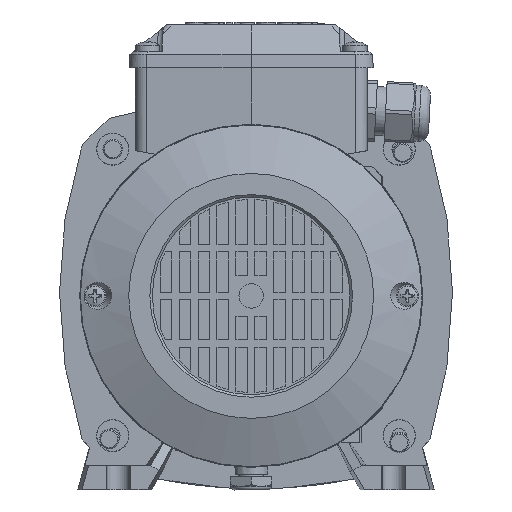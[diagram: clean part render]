
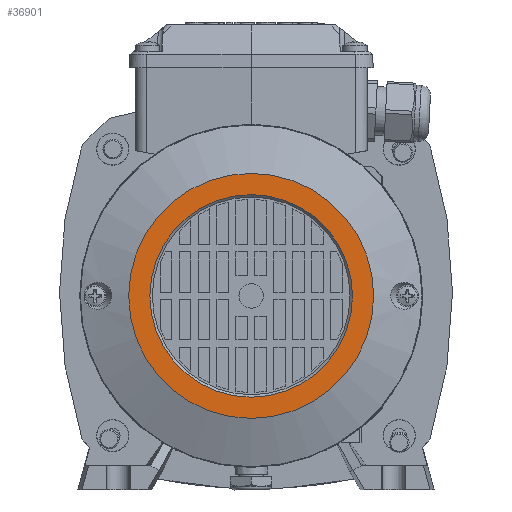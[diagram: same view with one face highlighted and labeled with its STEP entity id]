
A CAD part, left-side view. The second image highlights one B-rep face of the part: STEP entity #36901.
In plain terms, the highlighted face is planar.
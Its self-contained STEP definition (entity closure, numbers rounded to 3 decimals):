
#36726=CARTESIAN_POINT('',(50.178,0.,192.));
#36727=VERTEX_POINT('',#36726);
#36764=CARTESIAN_POINT('',(-50.178,0.,192.));
#36765=VERTEX_POINT('',#36764);
#36766=CARTESIAN_POINT('',(0.,0.,192.));
#36767=DIRECTION('',(0.0,0.0,-1.0));
#36768=DIRECTION('',(1.,0.,0.0));
#36769=AXIS2_PLACEMENT_3D('',#36766,#36767,#36768);
#36770=CIRCLE('',#36769,50.178);
#36771=EDGE_CURVE('',#36727,#36765,#36770,.T.);
#36773=CARTESIAN_POINT('',(0.,0.,192.));
#36774=DIRECTION('',(0.0,0.0,-1.0));
#36775=DIRECTION('',(1.,0.,0.0));
#36776=AXIS2_PLACEMENT_3D('',#36773,#36774,#36775);
#36777=CIRCLE('',#36776,50.178);
#36778=EDGE_CURVE('',#36765,#36727,#36777,.T.);
#36872=CARTESIAN_POINT('',(100.357,-100.357,192.));
#36873=DIRECTION('',(0.0,0.0,1.0));
#36874=DIRECTION('',(0.,1.,0.0));
#36875=AXIS2_PLACEMENT_3D('',#36872,#36873,#36874);
#36876=PLANE('',#36875);
#36877=ORIENTED_EDGE('',*,*,#36778,.F.);
#36878=ORIENTED_EDGE('',*,*,#36771,.F.);
#36879=EDGE_LOOP('',(#36877,#36878));
#36880=FACE_OUTER_BOUND('',#36879,.T.);
#36881=CARTESIAN_POINT('',(41.5,0.,192.));
#36882=VERTEX_POINT('',#36881);
#36883=CARTESIAN_POINT('',(-41.5,0.,192.));
#36884=VERTEX_POINT('',#36883);
#36885=CARTESIAN_POINT('',(0.,0.,192.));
#36886=DIRECTION('',(0.0,0.0,-1.0));
#36887=DIRECTION('',(1.,0.,0.0));
#36888=AXIS2_PLACEMENT_3D('',#36885,#36886,#36887);
#36889=CIRCLE('',#36888,41.5);
#36890=EDGE_CURVE('',#36882,#36884,#36889,.T.);
#36891=ORIENTED_EDGE('',*,*,#36890,.T.);
#36892=CARTESIAN_POINT('',(0.,0.,192.));
#36893=DIRECTION('',(0.0,0.0,-1.0));
#36894=DIRECTION('',(1.,0.,0.0));
#36895=AXIS2_PLACEMENT_3D('',#36892,#36893,#36894);
#36896=CIRCLE('',#36895,41.5);
#36897=EDGE_CURVE('',#36884,#36882,#36896,.T.);
#36898=ORIENTED_EDGE('',*,*,#36897,.T.);
#36899=EDGE_LOOP('',(#36891,#36898));
#36900=FACE_BOUND('',#36899,.T.);
#36901=ADVANCED_FACE('',(#36880,#36900),#36876,.T.);
